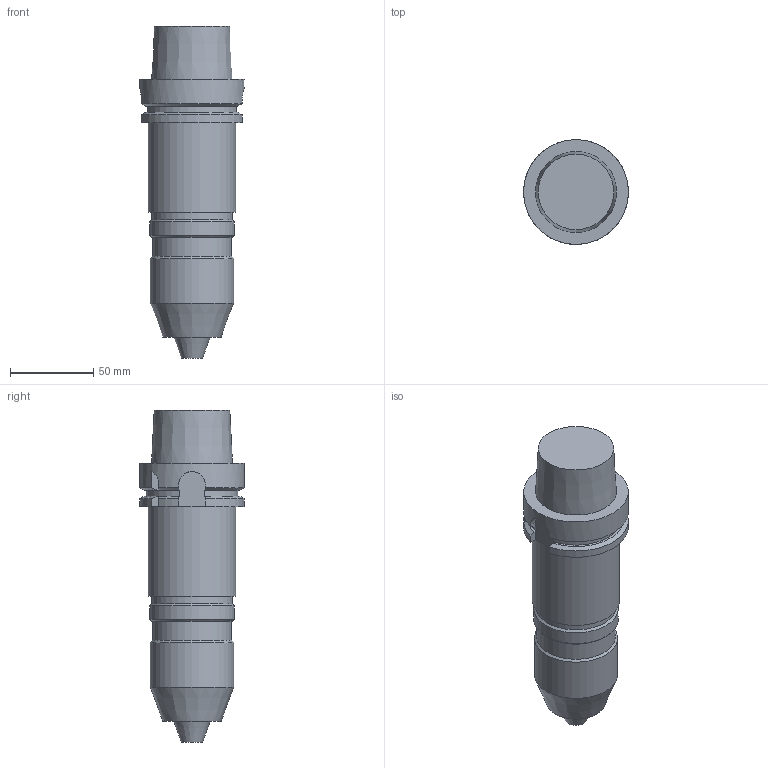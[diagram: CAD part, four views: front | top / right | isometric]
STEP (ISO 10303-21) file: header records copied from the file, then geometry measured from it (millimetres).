
FILE_DESCRIPTION((''),'1');
FILE_NAME('HSK-A63-SKL13-155.stp','2022-10-18T06:30:24',(''),(''),'Spatial Interop R21 SP3','Kubotek KeyCreator 2011 V10.0.2 (22737)',' ');
FILE_SCHEMA(('automotive_design'));
Length unit declared in the file: millimetre
Products named in the file (1): 240[2]
Bounding box: 63 x 63 x 199.5 mm (x, y, z)
Volume: 385110.9 mm3; surface area: 37054.1 mm2
Topology: 1 solids, 1 shells, 53 faces, 132 edges, 86 vertices
Faces by surface type: plane 26, cylinder 15, cone 12
Full cylindrical faces by diameter (mm): 47.5 x1, 48.5 x1, 50 x1, 51 x1, 52.6 x1, 63 x1
Entity records: 2849 total; most frequent: CARTESIAN_POINT 382, DIRECTION 252, ORIENTED_EDGE 238, PRESENTATION_STYLE_ASSIGNMENT 227, COLOUR_RGB 227, STYLED_ITEM 173, CURVE_STYLE 173, DRAUGHTING_PRE_DEFINED_CURVE_FONT 173
